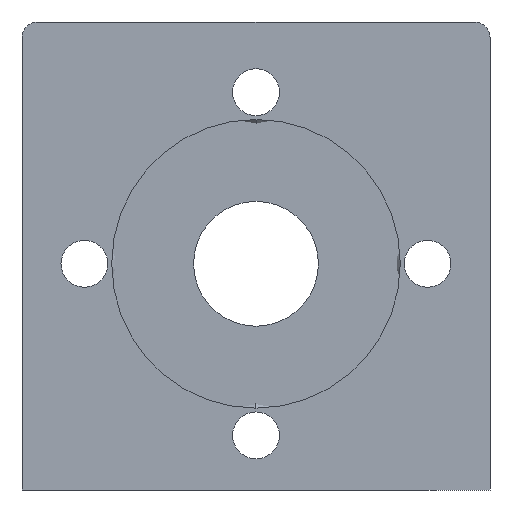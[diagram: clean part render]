
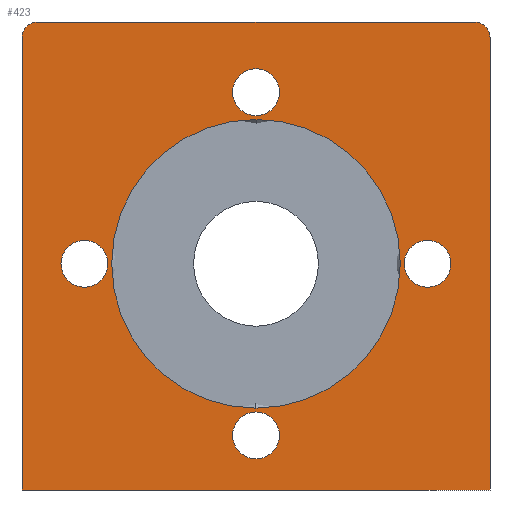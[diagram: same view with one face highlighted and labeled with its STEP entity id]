
A CAD part, front view. The second image highlights one B-rep face of the part: STEP entity #423.
In plain terms, the highlighted planar face has unit normal (0, -1, 0).
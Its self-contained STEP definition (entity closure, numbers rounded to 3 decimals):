
#7 = VERTEX_POINT ( 'NONE', #97 ) ;
#12 = FACE_OUTER_BOUND ( 'NONE', #70, .T. ) ;
#17 = CARTESIAN_POINT ( 'NONE',  ( 1., 0., 29. ) ) ;
#23 = AXIS2_PLACEMENT_3D ( 'NONE', #62, #471, #552 ) ;
#24 = EDGE_CURVE ( 'NONE', #7, #950, #716, .T. ) ;
#27 = FACE_BOUND ( 'NONE', #755, .T. ) ;
#29 = VERTEX_POINT ( 'NONE', #595 ) ;
#55 = ORIENTED_EDGE ( 'NONE', *, *, #578, .F. ) ;
#62 = CARTESIAN_POINT ( 'NONE',  ( 26., 0., 14.5 ) ) ;
#70 = EDGE_LOOP ( 'NONE', ( #157, #937, #81, #555, #574, #585 ) ) ;
#81 = ORIENTED_EDGE ( 'NONE', *, *, #910, .F. ) ;
#97 = CARTESIAN_POINT ( 'NONE',  ( 4., 0., 16. ) ) ;
#109 = ORIENTED_EDGE ( 'NONE', *, *, #24, .F. ) ;
#115 = CARTESIAN_POINT ( 'NONE',  ( 30., 0., 0. ) ) ;
#121 = EDGE_LOOP ( 'NONE', ( #800, #940 ) ) ;
#127 = EDGE_LOOP ( 'NONE', ( #470, #109 ) ) ;
#128 = CARTESIAN_POINT ( 'NONE',  ( 15., 0., 3.5 ) ) ;
#129 = CARTESIAN_POINT ( 'NONE',  ( 15., 0., 14.5 ) ) ;
#134 = CARTESIAN_POINT ( 'NONE',  ( 15., 0., 27. ) ) ;
#138 = VERTEX_POINT ( 'NONE', #275 ) ;
#146 = FACE_BOUND ( 'NONE', #868, .T. ) ;
#157 = ORIENTED_EDGE ( 'NONE', *, *, #450, .F. ) ;
#164 = ORIENTED_EDGE ( 'NONE', *, *, #810, .F. ) ;
#167 = CARTESIAN_POINT ( 'NONE',  ( 15., 0., 24. ) ) ;
#169 = DIRECTION ( 'NONE',  ( 0., 1., 0. ) ) ;
#170 = DIRECTION ( 'NONE',  ( 0., 0., 1. ) ) ;
#175 = ORIENTED_EDGE ( 'NONE', *, *, #844, .F. ) ;
#192 = EDGE_CURVE ( 'NONE', #913, #285, #839, .T. ) ;
#196 = EDGE_CURVE ( 'NONE', #632, #387, #620, .T. ) ;
#204 = CARTESIAN_POINT ( 'NONE',  ( 15., 0., 2. ) ) ;
#212 = CARTESIAN_POINT ( 'NONE',  ( 15., 0., 14.5 ) ) ;
#218 = AXIS2_PLACEMENT_3D ( 'NONE', #1068, #238, #488 ) ;
#225 = CIRCLE ( 'NONE', #461, 1.5 ) ;
#238 = DIRECTION ( 'NONE',  ( 0., -1., 0. ) ) ;
#248 = LINE ( 'NONE', #1062, #845 ) ;
#259 = CARTESIAN_POINT ( 'NONE',  ( 30., 0., 0. ) ) ;
#275 = CARTESIAN_POINT ( 'NONE',  ( 15., 0., 5. ) ) ;
#284 = ORIENTED_EDGE ( 'NONE', *, *, #737, .F. ) ;
#285 = VERTEX_POINT ( 'NONE', #717 ) ;
#293 = CIRCLE ( 'NONE', #1011, 1. ) ;
#296 = ORIENTED_EDGE ( 'NONE', *, *, #895, .F. ) ;
#307 = AXIS2_PLACEMENT_3D ( 'NONE', #424, #770, #170 ) ;
#308 = EDGE_CURVE ( 'NONE', #285, #913, #922, .T. ) ;
#312 = DIRECTION ( 'NONE',  ( 0., -1., 0. ) ) ;
#320 = PLANE ( 'NONE',  #748 ) ;
#326 = VERTEX_POINT ( 'NONE', #134 ) ;
#329 = DIRECTION ( 'NONE',  ( 0., 0., 1. ) ) ;
#330 = CARTESIAN_POINT ( 'NONE',  ( 4., 0., 14.5 ) ) ;
#334 = CARTESIAN_POINT ( 'NONE',  ( 4., 0., 14.5 ) ) ;
#338 = DIRECTION ( 'NONE',  ( 0., 0., -1. ) ) ;
#366 = DIRECTION ( 'NONE',  ( 0., 0., -1. ) ) ;
#372 = EDGE_CURVE ( 'NONE', #950, #7, #801, .T. ) ;
#375 = VERTEX_POINT ( 'NONE', #167 ) ;
#384 = CARTESIAN_POINT ( 'NONE',  ( 15., 0., 5.25 ) ) ;
#387 = VERTEX_POINT ( 'NONE', #998 ) ;
#389 = CARTESIAN_POINT ( 'NONE',  ( 15., 0., 25.5 ) ) ;
#415 = EDGE_CURVE ( 'NONE', #387, #581, #861, .T. ) ;
#423 = ADVANCED_FACE ( 'NONE', ( #556, #27, #146, #463, #898, #12 ), #320, .F. ) ;
#424 = CARTESIAN_POINT ( 'NONE',  ( 29., 0., 29. ) ) ;
#432 = VECTOR ( 'NONE', #511, 1000. ) ;
#438 = DIRECTION ( 'NONE',  ( 0., -1., 0. ) ) ;
#450 = EDGE_CURVE ( 'NONE', #790, #632, #508, .T. ) ;
#461 = AXIS2_PLACEMENT_3D ( 'NONE', #389, #312, #751 ) ;
#463 = FACE_BOUND ( 'NONE', #127, .T. ) ;
#466 = EDGE_CURVE ( 'NONE', #138, #684, #846, .T. ) ;
#470 = ORIENTED_EDGE ( 'NONE', *, *, #372, .F. ) ;
#471 = DIRECTION ( 'NONE',  ( 0., -1., 0. ) ) ;
#484 = EDGE_CURVE ( 'NONE', #902, #581, #293, .T. ) ;
#488 = DIRECTION ( 'NONE',  ( 0., 0., -1. ) ) ;
#508 = LINE ( 'NONE', #259, #432 ) ;
#511 = DIRECTION ( 'NONE',  ( 0., 0., -1. ) ) ;
#531 = DIRECTION ( 'NONE',  ( 0., -1., 0. ) ) ;
#534 = DIRECTION ( 'NONE',  ( 0., 0., -1. ) ) ;
#540 = ORIENTED_EDGE ( 'NONE', *, *, #466, .F. ) ;
#542 = AXIS2_PLACEMENT_3D ( 'NONE', #212, #561, #809 ) ;
#546 = CARTESIAN_POINT ( 'NONE',  ( 0., 0., 0. ) ) ;
#552 = DIRECTION ( 'NONE',  ( 0., 0., -1. ) ) ;
#554 = AXIS2_PLACEMENT_3D ( 'NONE', #128, #531, #534 ) ;
#555 = ORIENTED_EDGE ( 'NONE', *, *, #484, .T. ) ;
#556 = FACE_BOUND ( 'NONE', #121, .T. ) ;
#561 = DIRECTION ( 'NONE',  ( 0., -1., 0. ) ) ;
#574 = ORIENTED_EDGE ( 'NONE', *, *, #415, .F. ) ;
#578 = EDGE_CURVE ( 'NONE', #684, #138, #769, .T. ) ;
#579 = DIRECTION ( 'NONE',  ( 0., 0., -1. ) ) ;
#581 = VERTEX_POINT ( 'NONE', #946 ) ;
#585 = ORIENTED_EDGE ( 'NONE', *, *, #196, .F. ) ;
#595 = CARTESIAN_POINT ( 'NONE',  ( 26., 0., 13. ) ) ;
#599 = DIRECTION ( 'NONE',  ( 0., 0., 1. ) ) ;
#600 = AXIS2_PLACEMENT_3D ( 'NONE', #330, #1077, #828 ) ;
#618 = VECTOR ( 'NONE', #329, 1000. ) ;
#619 = EDGE_LOOP ( 'NONE', ( #55, #540 ) ) ;
#620 = LINE ( 'NONE', #546, #713 ) ;
#632 = VERTEX_POINT ( 'NONE', #115 ) ;
#667 = CIRCLE ( 'NONE', #307, 1. ) ;
#672 = CARTESIAN_POINT ( 'NONE',  ( 0., 0., 0. ) ) ;
#684 = VERTEX_POINT ( 'NONE', #204 ) ;
#704 = AXIS2_PLACEMENT_3D ( 'NONE', #1010, #854, #338 ) ;
#713 = VECTOR ( 'NONE', #725, 1000. ) ;
#716 = CIRCLE ( 'NONE', #867, 1.5 ) ;
#717 = CARTESIAN_POINT ( 'NONE',  ( 15., 0., 23.75 ) ) ;
#725 = DIRECTION ( 'NONE',  ( -1., 0., 0. ) ) ;
#737 = EDGE_CURVE ( 'NONE', #754, #29, #920, .T. ) ;
#748 = AXIS2_PLACEMENT_3D ( 'NONE', #1085, #169, #763 ) ;
#751 = DIRECTION ( 'NONE',  ( 0., 0., -1. ) ) ;
#754 = VERTEX_POINT ( 'NONE', #889 ) ;
#755 = EDGE_LOOP ( 'NONE', ( #164, #284 ) ) ;
#763 = DIRECTION ( 'NONE',  ( 0., 0., 1. ) ) ;
#764 = CIRCLE ( 'NONE', #218, 1.5 ) ;
#766 = DIRECTION ( 'NONE',  ( 1., 0., 0. ) ) ;
#769 = CIRCLE ( 'NONE', #554, 1.5 ) ;
#770 = DIRECTION ( 'NONE',  ( 0., -1., 0. ) ) ;
#773 = CARTESIAN_POINT ( 'NONE',  ( 29., 0., 30. ) ) ;
#790 = VERTEX_POINT ( 'NONE', #1053 ) ;
#800 = ORIENTED_EDGE ( 'NONE', *, *, #192, .F. ) ;
#801 = CIRCLE ( 'NONE', #600, 1.5 ) ;
#809 = DIRECTION ( 'NONE',  ( 0., 0., -1. ) ) ;
#810 = EDGE_CURVE ( 'NONE', #29, #754, #764, .T. ) ;
#828 = DIRECTION ( 'NONE',  ( 0., 0., -1. ) ) ;
#830 = CARTESIAN_POINT ( 'NONE',  ( 1., 0., 30. ) ) ;
#835 = CARTESIAN_POINT ( 'NONE',  ( 4., 0., 13. ) ) ;
#839 = CIRCLE ( 'NONE', #872, 9.25 ) ;
#844 = EDGE_CURVE ( 'NONE', #375, #326, #945, .T. ) ;
#845 = VECTOR ( 'NONE', #766, 1000. ) ;
#846 = CIRCLE ( 'NONE', #704, 1.5 ) ;
#854 = DIRECTION ( 'NONE',  ( 0., -1., 0. ) ) ;
#861 = LINE ( 'NONE', #672, #618 ) ;
#867 = AXIS2_PLACEMENT_3D ( 'NONE', #334, #929, #1018 ) ;
#868 = EDGE_LOOP ( 'NONE', ( #175, #296 ) ) ;
#872 = AXIS2_PLACEMENT_3D ( 'NONE', #129, #961, #366 ) ;
#889 = CARTESIAN_POINT ( 'NONE',  ( 26., 0., 16. ) ) ;
#895 = EDGE_CURVE ( 'NONE', #326, #375, #225, .T. ) ;
#898 = FACE_BOUND ( 'NONE', #619, .T. ) ;
#902 = VERTEX_POINT ( 'NONE', #830 ) ;
#910 = EDGE_CURVE ( 'NONE', #902, #1014, #248, .T. ) ;
#913 = VERTEX_POINT ( 'NONE', #384 ) ;
#920 = CIRCLE ( 'NONE', #23, 1.5 ) ;
#922 = CIRCLE ( 'NONE', #542, 9.25 ) ;
#928 = EDGE_CURVE ( 'NONE', #790, #1014, #667, .T. ) ;
#929 = DIRECTION ( 'NONE',  ( 0., -1., 0. ) ) ;
#937 = ORIENTED_EDGE ( 'NONE', *, *, #928, .T. ) ;
#940 = ORIENTED_EDGE ( 'NONE', *, *, #308, .F. ) ;
#945 = CIRCLE ( 'NONE', #959, 1.5 ) ;
#946 = CARTESIAN_POINT ( 'NONE',  ( 0., 0., 29. ) ) ;
#950 = VERTEX_POINT ( 'NONE', #835 ) ;
#959 = AXIS2_PLACEMENT_3D ( 'NONE', #991, #1070, #579 ) ;
#961 = DIRECTION ( 'NONE',  ( 0., -1., 0. ) ) ;
#991 = CARTESIAN_POINT ( 'NONE',  ( 15., 0., 25.5 ) ) ;
#998 = CARTESIAN_POINT ( 'NONE',  ( 0., 0., 0. ) ) ;
#1010 = CARTESIAN_POINT ( 'NONE',  ( 15., 0., 3.5 ) ) ;
#1011 = AXIS2_PLACEMENT_3D ( 'NONE', #17, #438, #599 ) ;
#1014 = VERTEX_POINT ( 'NONE', #773 ) ;
#1018 = DIRECTION ( 'NONE',  ( 0., 0., -1. ) ) ;
#1053 = CARTESIAN_POINT ( 'NONE',  ( 30., 0., 29. ) ) ;
#1062 = CARTESIAN_POINT ( 'NONE',  ( 0., 0., 30. ) ) ;
#1068 = CARTESIAN_POINT ( 'NONE',  ( 26., 0., 14.5 ) ) ;
#1070 = DIRECTION ( 'NONE',  ( 0., -1., 0. ) ) ;
#1077 = DIRECTION ( 'NONE',  ( 0., -1., 0. ) ) ;
#1085 = CARTESIAN_POINT ( 'NONE',  ( 0., 0., 0. ) ) ;
